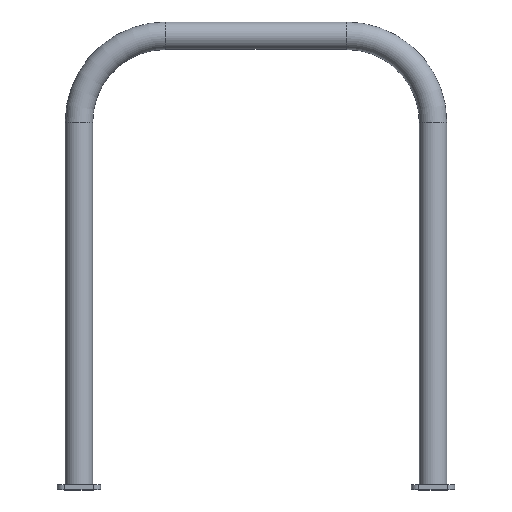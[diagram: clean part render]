
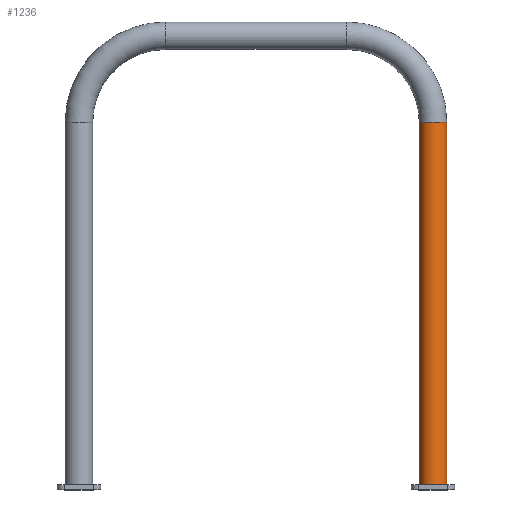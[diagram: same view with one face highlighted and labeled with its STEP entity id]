
A CAD part, top view. The second image highlights one B-rep face of the part: STEP entity #1236.
In plain terms, the highlighted cylindrical face has radius 24.13 mm (diameter 48.26 mm), a full revolution.
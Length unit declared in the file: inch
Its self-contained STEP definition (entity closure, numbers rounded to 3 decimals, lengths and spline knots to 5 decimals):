
#65=FACE_OUTER_BOUND('',#131,.T.);
#131=EDGE_LOOP('',(#786,#787,#788,#789));
#211=LINE('',#1856,#315);
#315=VECTOR('',#1476,0.95);
#420=CIRCLE('',#1329,0.95);
#421=CIRCLE('',#1330,0.95);
#492=VERTEX_POINT('',#1853);
#493=VERTEX_POINT('',#1855);
#609=EDGE_CURVE('',#492,#492,#420,.T.);
#610=EDGE_CURVE('',#492,#493,#211,.T.);
#611=EDGE_CURVE('',#493,#493,#421,.T.);
#786=ORIENTED_EDGE('',*,*,#609,.T.);
#787=ORIENTED_EDGE('',*,*,#610,.T.);
#788=ORIENTED_EDGE('',*,*,#611,.F.);
#789=ORIENTED_EDGE('',*,*,#610,.F.);
#1135=CYLINDRICAL_SURFACE('',#1328,0.95);
#1236=ADVANCED_FACE('',(#65),#1135,.T.);
#1328=AXIS2_PLACEMENT_3D('',#1852,#1472,#1473);
#1329=AXIS2_PLACEMENT_3D('',#1854,#1474,#1475);
#1330=AXIS2_PLACEMENT_3D('',#1857,#1477,#1478);
#1472=DIRECTION('center_axis',(0.,-1.,0.));
#1473=DIRECTION('ref_axis',(1.,0.,0.));
#1474=DIRECTION('center_axis',(0.,1.,0.));
#1475=DIRECTION('ref_axis',(-1.,0.,0.));
#1476=DIRECTION('',(0.,1.,0.));
#1477=DIRECTION('center_axis',(0.,1.,0.));
#1478=DIRECTION('ref_axis',(-1.,0.,0.));
#1852=CARTESIAN_POINT('Origin',(12.25,25.375,0.));
#1853=CARTESIAN_POINT('',(11.3,0.3125,0.));
#1854=CARTESIAN_POINT('Origin',(12.25,0.3125,0.));
#1855=CARTESIAN_POINT('',(11.3,25.375,0.));
#1856=CARTESIAN_POINT('',(11.3,25.375,0.));
#1857=CARTESIAN_POINT('Origin',(12.25,25.375,0.));
